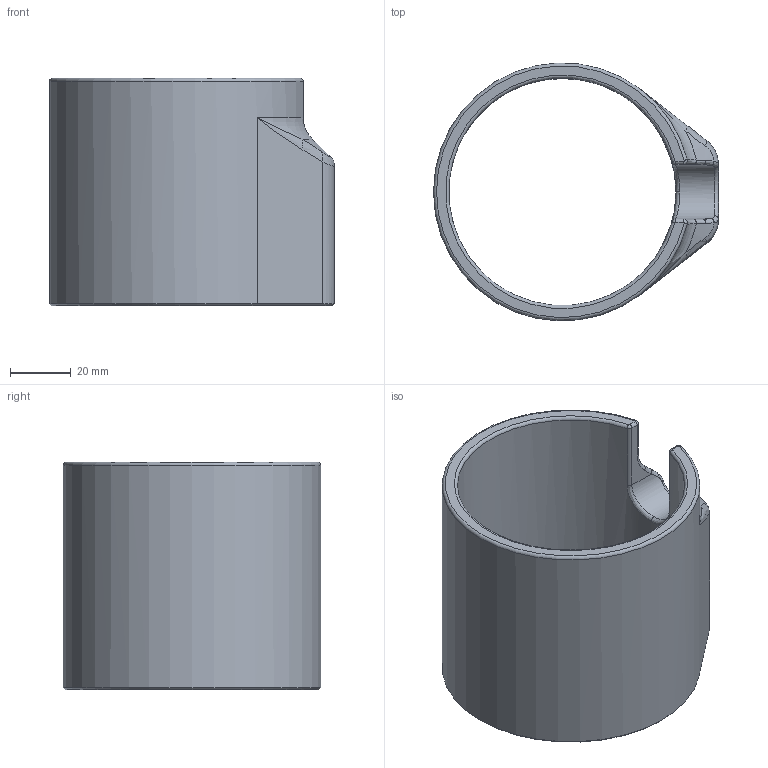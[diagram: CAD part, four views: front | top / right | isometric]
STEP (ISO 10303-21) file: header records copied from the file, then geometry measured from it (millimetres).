
FILE_DESCRIPTION(('Open CASCADE Model'),'2;1');
FILE_NAME('Open CASCADE Shape Model','2024-03-08T00:09:01',('Author'),( 'Open CASCADE'),'Open CASCADE STEP processor 7.7','Open CASCADE 7.7' ,'Unknown');
FILE_SCHEMA(('AUTOMOTIVE_DESIGN { 1 0 10303 214 1 1 1 1 }'));
Length unit declared in the file: millimetre
Products named in the file (1): Open CASCADE STEP translator 7.7 1
Bounding box: 94 x 84.97 x 75 mm (x, y, z)
Volume: 112854.9 mm3; surface area: 40440.8 mm2
Topology: 1 solids, 1 shells, 54 faces, 125 edges, 70 vertices
Faces by surface type: bspline 18, cylinder 11, plane 10, cone 6, torus 5, revolution 4
Full cylindrical faces by diameter (mm): 75 x1
Entity records: 7881 total; most frequent: CARTESIAN_POINT 5742, DIRECTION 312, ORIENTED_EDGE 246, PCURVE 246, DEFINITIONAL_REPRESENTATION 246, LINE 163, VECTOR 163, EDGE_CURVE 123
